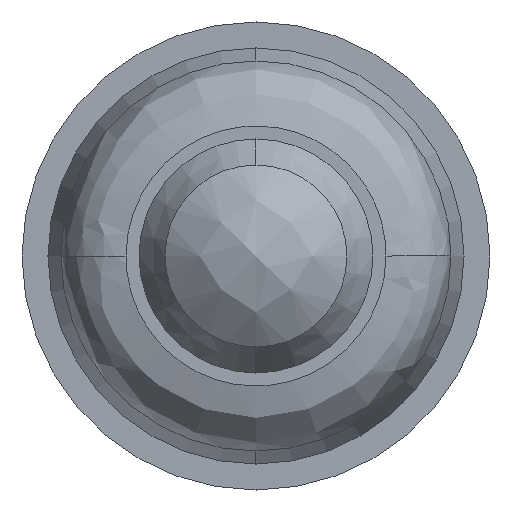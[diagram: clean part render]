
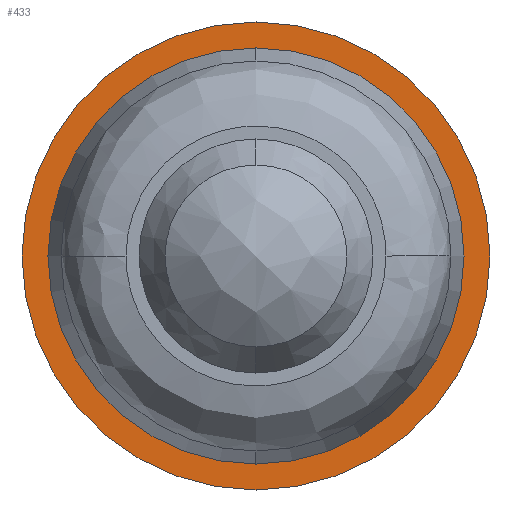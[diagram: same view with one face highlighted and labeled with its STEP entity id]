
A CAD part, left-side view. The second image highlights one B-rep face of the part: STEP entity #433.
In plain terms, the highlighted planar face has unit normal (-1, 0, 0).
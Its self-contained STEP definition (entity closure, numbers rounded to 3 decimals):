
#2 = VERTEX_POINT ( 'NONE', #300 ) ;
#6 = DIRECTION ( 'NONE',  ( 1., 0., 0. ) ) ;
#37 = DIRECTION ( 'NONE',  ( -1., 0., 0. ) ) ;
#56 = AXIS2_PLACEMENT_3D ( 'NONE', #495, #6, #639 ) ;
#68 = DIRECTION ( 'NONE',  ( 1., 0., 0. ) ) ;
#92 = ORIENTED_EDGE ( 'NONE', *, *, #130, .F. ) ;
#130 = EDGE_CURVE ( 'NONE', #422, #202, #296, .T. ) ;
#141 = CARTESIAN_POINT ( 'NONE',  ( 63.819, -36.999, -0.9 ) ) ;
#148 = AXIS2_PLACEMENT_3D ( 'NONE', #587, #288, #533 ) ;
#156 = AXIS2_PLACEMENT_3D ( 'NONE', #699, #37, #643 ) ;
#198 = EDGE_LOOP ( 'NONE', ( #360, #641 ) ) ;
#202 = VERTEX_POINT ( 'NONE', #763 ) ;
#240 = CARTESIAN_POINT ( 'NONE',  ( 63.819, -36.999, 0. ) ) ;
#255 = PLANE ( 'NONE',  #56 ) ;
#283 = CIRCLE ( 'NONE', #148, 0.8 ) ;
#288 = DIRECTION ( 'NONE',  ( -1., 0., 0. ) ) ;
#296 = CIRCLE ( 'NONE', #448, 0.9 ) ;
#300 = CARTESIAN_POINT ( 'NONE',  ( 63.819, -36.999, 0.8 ) ) ;
#309 = EDGE_CURVE ( 'NONE', #2, #700, #773, .T. ) ;
#322 = FACE_BOUND ( 'NONE', #198, .T. ) ;
#360 = ORIENTED_EDGE ( 'NONE', *, *, #309, .F. ) ;
#361 = DIRECTION ( 'NONE',  ( 0., 0., 1. ) ) ;
#371 = AXIS2_PLACEMENT_3D ( 'NONE', #501, #68, #629 ) ;
#395 = CARTESIAN_POINT ( 'NONE',  ( 63.819, -36.999, -0.8 ) ) ;
#421 = ORIENTED_EDGE ( 'NONE', *, *, #633, .F. ) ;
#422 = VERTEX_POINT ( 'NONE', #141 ) ;
#433 = ADVANCED_FACE ( 'NONE', ( #621, #322 ), #255, .F. ) ;
#448 = AXIS2_PLACEMENT_3D ( 'NONE', #240, #666, #361 ) ;
#454 = EDGE_LOOP ( 'NONE', ( #421, #92 ) ) ;
#495 = CARTESIAN_POINT ( 'NONE',  ( 63.819, -36.149, 0. ) ) ;
#501 = CARTESIAN_POINT ( 'NONE',  ( 63.819, -36.999, 0. ) ) ;
#520 = CIRCLE ( 'NONE', #371, 0.9 ) ;
#533 = DIRECTION ( 'NONE',  ( 0., 0., 1. ) ) ;
#551 = EDGE_CURVE ( 'NONE', #700, #2, #283, .T. ) ;
#587 = CARTESIAN_POINT ( 'NONE',  ( 63.819, -36.999, 0. ) ) ;
#621 = FACE_OUTER_BOUND ( 'NONE', #454, .T. ) ;
#629 = DIRECTION ( 'NONE',  ( 0., 0., 1. ) ) ;
#633 = EDGE_CURVE ( 'NONE', #202, #422, #520, .T. ) ;
#639 = DIRECTION ( 'NONE',  ( 0., 0., -1. ) ) ;
#641 = ORIENTED_EDGE ( 'NONE', *, *, #551, .F. ) ;
#643 = DIRECTION ( 'NONE',  ( 0., 0., 1. ) ) ;
#666 = DIRECTION ( 'NONE',  ( 1., 0., 0. ) ) ;
#699 = CARTESIAN_POINT ( 'NONE',  ( 63.819, -36.999, 0. ) ) ;
#700 = VERTEX_POINT ( 'NONE', #395 ) ;
#763 = CARTESIAN_POINT ( 'NONE',  ( 63.819, -36.999, 0.9 ) ) ;
#773 = CIRCLE ( 'NONE', #156, 0.8 ) ;
